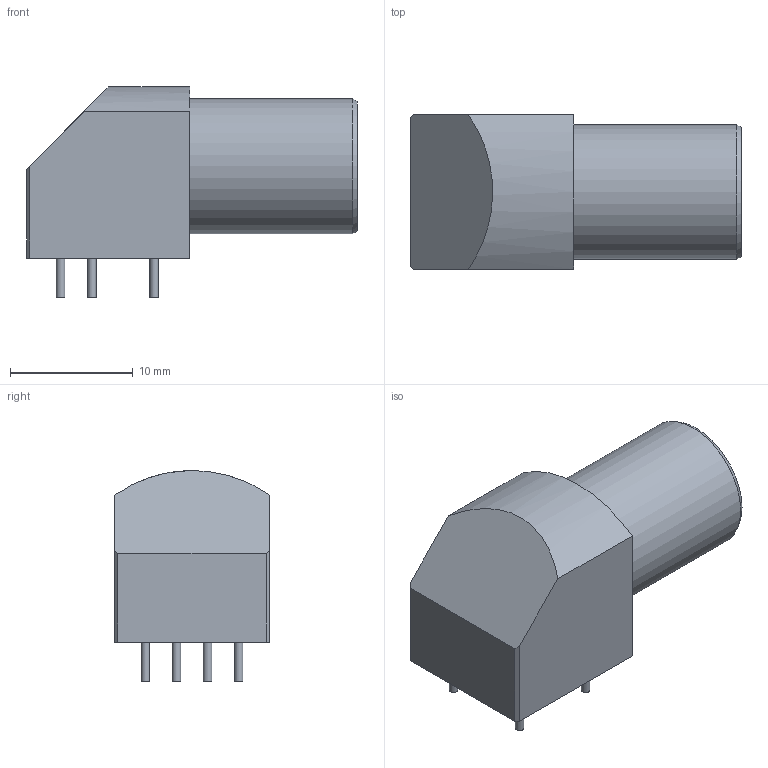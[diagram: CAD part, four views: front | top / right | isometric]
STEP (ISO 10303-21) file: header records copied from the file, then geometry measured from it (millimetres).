
FILE_DESCRIPTION(/* description */ (''),/* implementation_level */ '2;1');
FILE_NAME(/* name */ 'LEMO_EPG.1B.302.HLN.stp',/* time_stamp */ '2016-01-14T07:38:26+01:00',/* author */ ('riccim'),/* organization */ (''),/* preprocessor_version */ 'ST-DEVELOPER v15.5',/* originating_system */ 'AutoCAD Mechanical',/* authorisation */ '');
FILE_SCHEMA (('AUTOMOTIVE_DESIGN { 1 0 10303 214 3 1 1 }'));
Length unit declared in the file: millimetre
Products named in the file (1): Product
Bounding box: 27 x 12.6 x 17.2 mm (x, y, z)
Volume: 2743.5 mm3; surface area: 2543.3 mm2
Topology: 11 solids, 11 shells, 49 faces, 80 edges, 54 vertices
Faces by surface type: plane 31, cylinder 17, cone 1
Full cylindrical faces by diameter (mm): 0.7 x6, 0.8 x2, 1.2 x4, 5.5 x1, 11 x1
Entity records: 1102 total; most frequent: DIRECTION 197, CARTESIAN_POINT 163, ORIENTED_EDGE 124, AXIS2_PLACEMENT_3D 85, EDGE_LOOP 73, EDGE_CURVE 62, VERTEX_POINT 51, FACE_OUTER_BOUND 49
